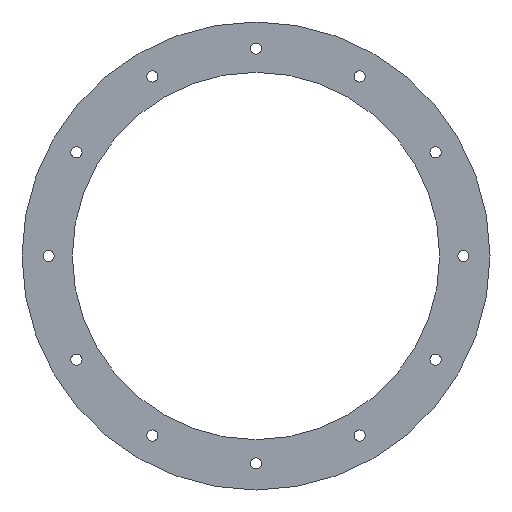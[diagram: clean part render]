
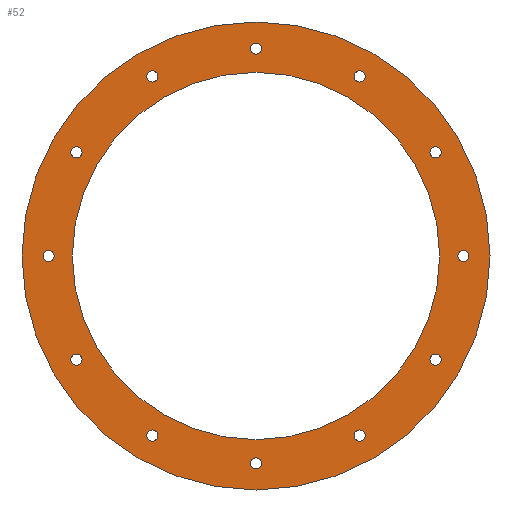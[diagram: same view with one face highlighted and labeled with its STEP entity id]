
A CAD part, left-side view. The second image highlights one B-rep face of the part: STEP entity #52.
In plain terms, the highlighted planar face has unit normal (-1, 0, 0).
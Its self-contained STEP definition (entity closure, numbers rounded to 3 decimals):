
#52 = ADVANCED_FACE( '', ( #117, #118, #119, #120, #121, #122, #123, #124, #125, #126, #127, #128, #129, #130 ), #131, .T. );
#117 = FACE_BOUND( '', #228, .T. );
#118 = FACE_BOUND( '', #229, .T. );
#119 = FACE_BOUND( '', #230, .T. );
#120 = FACE_BOUND( '', #231, .T. );
#121 = FACE_BOUND( '', #232, .T. );
#122 = FACE_BOUND( '', #233, .T. );
#123 = FACE_BOUND( '', #234, .T. );
#124 = FACE_BOUND( '', #235, .T. );
#125 = FACE_BOUND( '', #236, .T. );
#126 = FACE_BOUND( '', #237, .T. );
#127 = FACE_BOUND( '', #238, .T. );
#128 = FACE_BOUND( '', #239, .T. );
#129 = FACE_BOUND( '', #240, .T. );
#130 = FACE_OUTER_BOUND( '', #241, .T. );
#131 = PLANE( '', #242 );
#228 = EDGE_LOOP( '', ( #341 ) );
#229 = EDGE_LOOP( '', ( #342 ) );
#230 = EDGE_LOOP( '', ( #343 ) );
#231 = EDGE_LOOP( '', ( #344 ) );
#232 = EDGE_LOOP( '', ( #345 ) );
#233 = EDGE_LOOP( '', ( #346 ) );
#234 = EDGE_LOOP( '', ( #347 ) );
#235 = EDGE_LOOP( '', ( #348 ) );
#236 = EDGE_LOOP( '', ( #349 ) );
#237 = EDGE_LOOP( '', ( #350 ) );
#238 = EDGE_LOOP( '', ( #351 ) );
#239 = EDGE_LOOP( '', ( #352 ) );
#240 = EDGE_LOOP( '', ( #353 ) );
#241 = EDGE_LOOP( '', ( #354 ) );
#242 = AXIS2_PLACEMENT_3D( '', #355, #356, #357 );
#341 = ORIENTED_EDGE( '', *, *, #469, .T. );
#342 = ORIENTED_EDGE( '', *, *, #471, .T. );
#343 = ORIENTED_EDGE( '', *, *, #472, .T. );
#344 = ORIENTED_EDGE( '', *, *, #473, .T. );
#345 = ORIENTED_EDGE( '', *, *, #474, .T. );
#346 = ORIENTED_EDGE( '', *, *, #475, .T. );
#347 = ORIENTED_EDGE( '', *, *, #476, .T. );
#348 = ORIENTED_EDGE( '', *, *, #477, .T. );
#349 = ORIENTED_EDGE( '', *, *, #478, .T. );
#350 = ORIENTED_EDGE( '', *, *, #479, .T. );
#351 = ORIENTED_EDGE( '', *, *, #480, .T. );
#352 = ORIENTED_EDGE( '', *, *, #481, .T. );
#353 = ORIENTED_EDGE( '', *, *, #482, .T. );
#354 = ORIENTED_EDGE( '', *, *, #483, .F. );
#355 = CARTESIAN_POINT( '', ( 0., 197.5, 0. ) );
#356 = DIRECTION( '', ( -1., 0., 0. ) );
#357 = DIRECTION( '', ( 0., 0., 1. ) );
#469 = EDGE_CURVE( '', #526, #526, #527, .T. );
#471 = EDGE_CURVE( '', #529, #529, #530, .T. );
#472 = EDGE_CURVE( '', #531, #531, #532, .T. );
#473 = EDGE_CURVE( '', #533, #533, #534, .T. );
#474 = EDGE_CURVE( '', #535, #535, #536, .T. );
#475 = EDGE_CURVE( '', #537, #537, #538, .T. );
#476 = EDGE_CURVE( '', #539, #539, #540, .T. );
#477 = EDGE_CURVE( '', #541, #541, #542, .T. );
#478 = EDGE_CURVE( '', #543, #543, #544, .T. );
#479 = EDGE_CURVE( '', #545, #545, #546, .T. );
#480 = EDGE_CURVE( '', #547, #547, #548, .T. );
#481 = EDGE_CURVE( '', #549, #549, #550, .T. );
#482 = EDGE_CURVE( '', #551, #551, #552, .T. );
#483 = EDGE_CURVE( '', #553, #553, #554, .T. );
#526 = VERTEX_POINT( '', #610 );
#527 = CIRCLE( '', #611, 155. );
#529 = VERTEX_POINT( '', #613 );
#530 = CIRCLE( '', #614, 4.75 );
#531 = VERTEX_POINT( '', #615 );
#532 = CIRCLE( '', #616, 4.75 );
#533 = VERTEX_POINT( '', #617 );
#534 = CIRCLE( '', #618, 4.75 );
#535 = VERTEX_POINT( '', #619 );
#536 = CIRCLE( '', #620, 4.75 );
#537 = VERTEX_POINT( '', #621 );
#538 = CIRCLE( '', #622, 4.75 );
#539 = VERTEX_POINT( '', #623 );
#540 = CIRCLE( '', #624, 4.75 );
#541 = VERTEX_POINT( '', #625 );
#542 = CIRCLE( '', #626, 4.75 );
#543 = VERTEX_POINT( '', #627 );
#544 = CIRCLE( '', #628, 4.75 );
#545 = VERTEX_POINT( '', #629 );
#546 = CIRCLE( '', #630, 4.75 );
#547 = VERTEX_POINT( '', #631 );
#548 = CIRCLE( '', #632, 4.75 );
#549 = VERTEX_POINT( '', #633 );
#550 = CIRCLE( '', #634, 4.75 );
#551 = VERTEX_POINT( '', #635 );
#552 = CIRCLE( '', #636, 4.75 );
#553 = VERTEX_POINT( '', #637 );
#554 = CIRCLE( '', #638, 197.5 );
#610 = CARTESIAN_POINT( '', ( 0., 0., -155. ) );
#611 = AXIS2_PLACEMENT_3D( '', #695, #696, #697 );
#613 = CARTESIAN_POINT( '', ( 0., 175., -4.75 ) );
#614 = AXIS2_PLACEMENT_3D( '', #698, #699, #700 );
#615 = CARTESIAN_POINT( '', ( 0., 87.5, -156.304 ) );
#616 = AXIS2_PLACEMENT_3D( '', #701, #702, #703 );
#617 = CARTESIAN_POINT( '', ( 0., 0., -179.75 ) );
#618 = AXIS2_PLACEMENT_3D( '', #704, #705, #706 );
#619 = CARTESIAN_POINT( '', ( 0., -87.5, -156.304 ) );
#620 = AXIS2_PLACEMENT_3D( '', #707, #708, #709 );
#621 = CARTESIAN_POINT( '', ( 0., -151.554, -92.25 ) );
#622 = AXIS2_PLACEMENT_3D( '', #710, #711, #712 );
#623 = CARTESIAN_POINT( '', ( 0., -175., -4.75 ) );
#624 = AXIS2_PLACEMENT_3D( '', #713, #714, #715 );
#625 = CARTESIAN_POINT( '', ( 0., -151.554, 82.75 ) );
#626 = AXIS2_PLACEMENT_3D( '', #716, #717, #718 );
#627 = CARTESIAN_POINT( '', ( 0., -87.5, 146.804 ) );
#628 = AXIS2_PLACEMENT_3D( '', #719, #720, #721 );
#629 = CARTESIAN_POINT( '', ( 0., 0., 170.25 ) );
#630 = AXIS2_PLACEMENT_3D( '', #722, #723, #724 );
#631 = CARTESIAN_POINT( '', ( 0., 87.5, 146.804 ) );
#632 = AXIS2_PLACEMENT_3D( '', #725, #726, #727 );
#633 = CARTESIAN_POINT( '', ( 0., 151.554, 82.75 ) );
#634 = AXIS2_PLACEMENT_3D( '', #728, #729, #730 );
#635 = CARTESIAN_POINT( '', ( 0., 151.554, -92.25 ) );
#636 = AXIS2_PLACEMENT_3D( '', #731, #732, #733 );
#637 = CARTESIAN_POINT( '', ( 0., 0., -197.5 ) );
#638 = AXIS2_PLACEMENT_3D( '', #734, #735, #736 );
#695 = CARTESIAN_POINT( '', ( 0., 0., 0. ) );
#696 = DIRECTION( '', ( 1., 0., 0. ) );
#697 = DIRECTION( '', ( 0., 0., -1. ) );
#698 = CARTESIAN_POINT( '', ( 0., 175., 0. ) );
#699 = DIRECTION( '', ( 1., 0., 0. ) );
#700 = DIRECTION( '', ( 0., 0., -1. ) );
#701 = CARTESIAN_POINT( '', ( 0., 87.5, -151.554 ) );
#702 = DIRECTION( '', ( 1., 0., 0. ) );
#703 = DIRECTION( '', ( 0., 0., -1. ) );
#704 = CARTESIAN_POINT( '', ( 0., 0., -175. ) );
#705 = DIRECTION( '', ( 1., 0., 0. ) );
#706 = DIRECTION( '', ( 0., 0., -1. ) );
#707 = CARTESIAN_POINT( '', ( 0., -87.5, -151.554 ) );
#708 = DIRECTION( '', ( 1., 0., 0. ) );
#709 = DIRECTION( '', ( 0., 0., -1. ) );
#710 = CARTESIAN_POINT( '', ( 0., -151.554, -87.5 ) );
#711 = DIRECTION( '', ( 1., 0., 0. ) );
#712 = DIRECTION( '', ( 0., 0., -1. ) );
#713 = CARTESIAN_POINT( '', ( 0., -175., 0. ) );
#714 = DIRECTION( '', ( 1., 0., 0. ) );
#715 = DIRECTION( '', ( 0., 0., -1. ) );
#716 = CARTESIAN_POINT( '', ( 0., -151.554, 87.5 ) );
#717 = DIRECTION( '', ( 1., 0., 0. ) );
#718 = DIRECTION( '', ( 0., 0., -1. ) );
#719 = CARTESIAN_POINT( '', ( 0., -87.5, 151.554 ) );
#720 = DIRECTION( '', ( 1., 0., 0. ) );
#721 = DIRECTION( '', ( 0., 0., -1. ) );
#722 = CARTESIAN_POINT( '', ( 0., 0., 175. ) );
#723 = DIRECTION( '', ( 1., 0., 0. ) );
#724 = DIRECTION( '', ( 0., 0., -1. ) );
#725 = CARTESIAN_POINT( '', ( 0., 87.5, 151.554 ) );
#726 = DIRECTION( '', ( 1., 0., 0. ) );
#727 = DIRECTION( '', ( 0., 0., -1. ) );
#728 = CARTESIAN_POINT( '', ( 0., 151.554, 87.5 ) );
#729 = DIRECTION( '', ( 1., 0., 0. ) );
#730 = DIRECTION( '', ( 0., 0., -1. ) );
#731 = CARTESIAN_POINT( '', ( 0., 151.554, -87.5 ) );
#732 = DIRECTION( '', ( 1., 0., 0. ) );
#733 = DIRECTION( '', ( 0., 0., -1. ) );
#734 = CARTESIAN_POINT( '', ( 0., 0., 0. ) );
#735 = DIRECTION( '', ( 1., 0., 0. ) );
#736 = DIRECTION( '', ( 0., 0., -1. ) );
